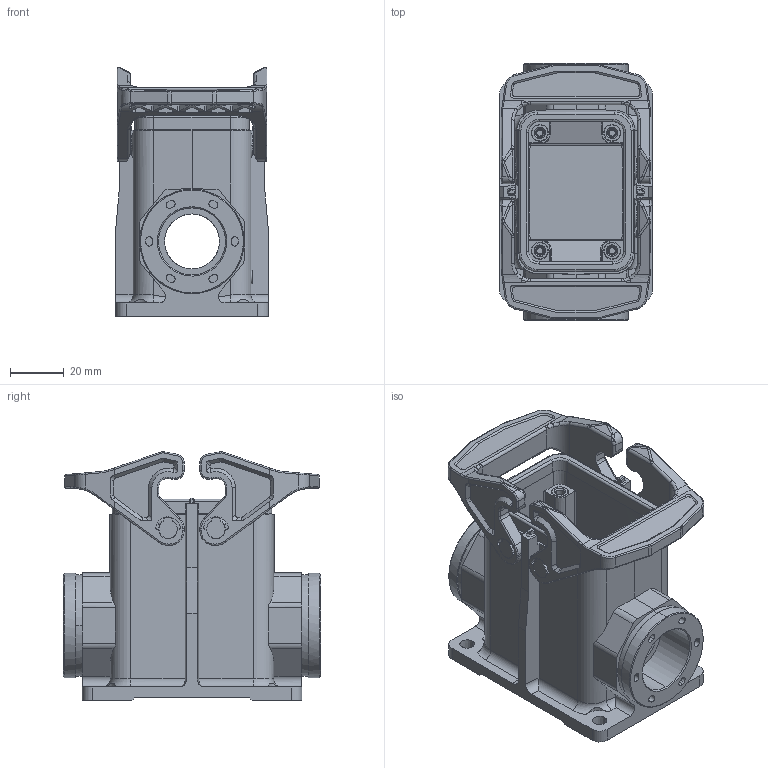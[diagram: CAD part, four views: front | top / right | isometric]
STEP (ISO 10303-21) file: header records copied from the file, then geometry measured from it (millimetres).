
FILE_DESCRIPTION(('CATIA V5 STEP Exchange','CAx-IF Rec.Pracs.--- Model Styling and Organization---1.5--- 2016-08-15','CAx-IF Rec.Pracs.---Supplemental Geometry---1.0---2011-11-01','CAx-IF Rec.Pracs.--- Composite Materials ---1.1---2010-07-15'),'2;1');
FILE_NAME ('2194810-4_0', '2025-08-18T08:05:20+00:00', ('none'), ('Weidmueller'), 'CATIA Version 5-6 Release 2024 SP4', 'CATIA V5 STEP AP214 v3', 'none');
FILE_SCHEMA(('AUTOMOTIVE_DESIGN { 1 0 10303 214 1 1 1 1 }'));
Products named in the file (1): 3164380000
Bounding box: 57 x 96 x 92.91 mm (x, y, z)
Volume: 129648 mm3; surface area: 67194.9 mm2
Topology: 3 solids, 3 shells, 2166 faces, 8120 edges, 5703 vertices
Faces by surface type: plane 1016, cylinder 794, cone 130, torus 124, bspline 76, revolution 16, sphere 10
Entity records: 104026 total; most frequent: CARTESIAN_POINT 43574, ORIENTED_EDGE 16220, EDGE_CURVE 8110, DIRECTION 7756, VERTEX_POINT 5703, B_SPLINE_CURVE_WITH_KNOTS 3502, VECTOR 3409, LINE 3409
